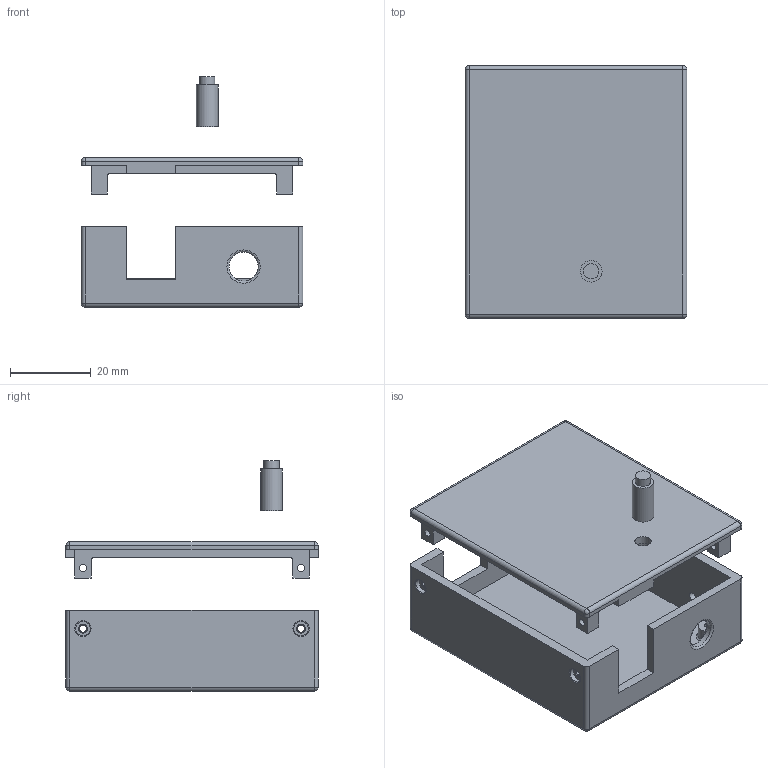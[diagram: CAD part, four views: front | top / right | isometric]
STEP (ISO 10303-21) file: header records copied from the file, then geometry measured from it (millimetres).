
FILE_DESCRIPTION(/* description */ (''),/* implementation_level */ '2;1');
FILE_NAME(/* name */ 'icom_digirig_case.step',/* time_stamp */ '2026-01-28T07:59:06-05:00',/* author */ (''),/* organization */ (''),/* preprocessor_version */ 'ST-DEVELOPER v20.1',/* originating_system */ 'Autodesk Translation Framework v14.21.0.0',/* authorisation */ '');
FILE_SCHEMA (('AUTOMOTIVE_DESIGN { 1 0 10303 214 3 1 1 }'));
Length unit declared in the file: millimetre
Products named in the file (1): 2026-01-18-11-53-05-108
Bounding box: 54.92 x 62.5 x 57 mm (x, y, z)
Volume: 27011 mm3; surface area: 23217.6 mm2
Topology: 3 solids, 3 shells, 149 faces, 355 edges, 226 vertices
Faces by surface type: plane 77, cylinder 50, torus 14, sphere 8
Full cylindrical faces by diameter (mm): 1.8 x12, 2.2 x1, 3.6 x4, 3.8 x1, 4 x1, 5 x4, 5.35 x1, 5.5 x1, 7.226 x1
Entity records: 4371 total; most frequent: DIRECTION 789, CARTESIAN_POINT 731, ORIENTED_EDGE 710, EDGE_CURVE 355, AXIS2_PLACEMENT_3D 284, VERTEX_POINT 226, LINE 221, VECTOR 221
